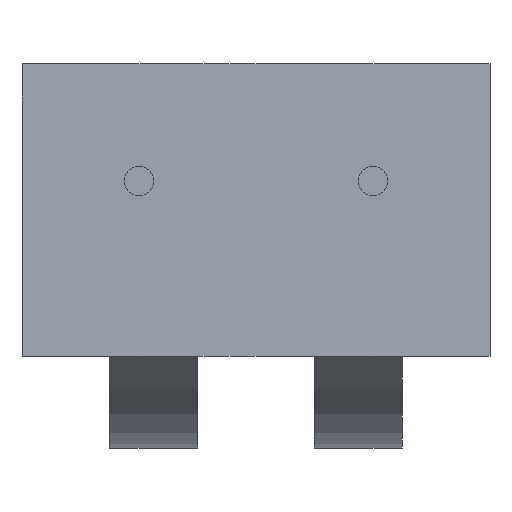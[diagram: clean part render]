
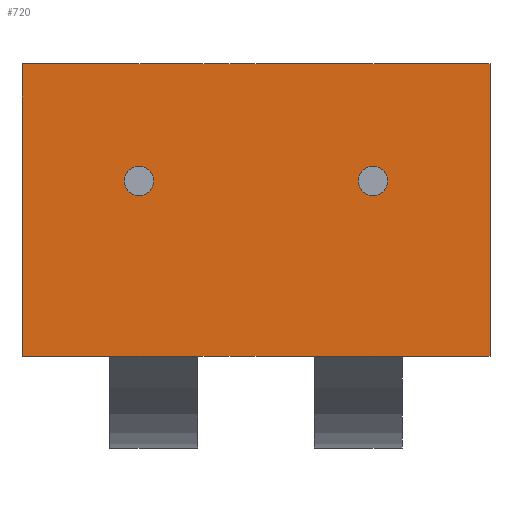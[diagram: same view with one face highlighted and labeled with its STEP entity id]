
A CAD part, front view. The second image highlights one B-rep face of the part: STEP entity #720.
In plain terms, the highlighted planar face has unit normal (0, -1, 0).
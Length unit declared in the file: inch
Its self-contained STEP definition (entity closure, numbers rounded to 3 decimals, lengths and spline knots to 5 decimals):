
#48=FACE_BOUND('',#180,.T.);
#49=FACE_BOUND('',#181,.T.);
#90=CIRCLE('',#807,0.0625);
#95=CIRCLE('',#815,0.0625);
#127=FACE_OUTER_BOUND('',#179,.T.);
#179=EDGE_LOOP('',(#630,#631,#632,#633));
#180=EDGE_LOOP('',(#634));
#181=EDGE_LOOP('',(#635));
#205=LINE('',#1117,#261);
#233=LINE('',#1229,#289);
#237=LINE('',#1237,#293);
#238=LINE('',#1238,#294);
#261=VECTOR('',#896,0.3937);
#289=VECTOR('',#1020,0.3937);
#293=VECTOR('',#1028,0.3937);
#294=VECTOR('',#1029,0.3937);
#328=VERTEX_POINT('',#1114);
#329=VERTEX_POINT('',#1116);
#354=VERTEX_POINT('',#1196);
#359=VERTEX_POINT('',#1211);
#364=VERTEX_POINT('',#1225);
#365=VERTEX_POINT('',#1227);
#403=EDGE_CURVE('',#329,#328,#205,.T.);
#445=EDGE_CURVE('',#354,#354,#90,.T.);
#452=EDGE_CURVE('',#359,#359,#95,.T.);
#459=EDGE_CURVE('',#364,#365,#233,.T.);
#463=EDGE_CURVE('',#329,#365,#237,.T.);
#464=EDGE_CURVE('',#328,#364,#238,.T.);
#630=ORIENTED_EDGE('',*,*,#463,.F.);
#631=ORIENTED_EDGE('',*,*,#403,.T.);
#632=ORIENTED_EDGE('',*,*,#464,.T.);
#633=ORIENTED_EDGE('',*,*,#459,.T.);
#634=ORIENTED_EDGE('',*,*,#445,.T.);
#635=ORIENTED_EDGE('',*,*,#452,.T.);
#684=PLANE('',#820);
#720=ADVANCED_FACE('',(#127,#48,#49),#684,.T.);
#807=AXIS2_PLACEMENT_3D('',#1198,#988,#989);
#815=AXIS2_PLACEMENT_3D('',#1213,#1006,#1007);
#820=AXIS2_PLACEMENT_3D('',#1236,#1026,#1027);
#896=DIRECTION('',(1.,0.,0.));
#988=DIRECTION('center_axis',(0.,1.,0.));
#989=DIRECTION('ref_axis',(1.,0.,0.));
#1006=DIRECTION('center_axis',(0.,1.,0.));
#1007=DIRECTION('ref_axis',(1.,0.,0.));
#1020=DIRECTION('',(-1.,0.,0.));
#1026=DIRECTION('center_axis',(0.,-1.,0.));
#1027=DIRECTION('ref_axis',(0.,0.,-1.));
#1028=DIRECTION('',(0.,0.,1.));
#1029=DIRECTION('',(0.,0.,1.));
#1114=CARTESIAN_POINT('',(2.,-2.125,-1.25));
#1116=CARTESIAN_POINT('',(0.,-2.125,-1.25));
#1117=CARTESIAN_POINT('',(2.,-2.125,-1.25));
#1196=CARTESIAN_POINT('',(0.4375,-2.125,-0.5));
#1198=CARTESIAN_POINT('Origin',(0.5,-2.125,-0.5));
#1211=CARTESIAN_POINT('',(1.4375,-2.125,-0.5));
#1213=CARTESIAN_POINT('Origin',(1.5,-2.125,-0.5));
#1225=CARTESIAN_POINT('',(2.,-2.125,0.));
#1227=CARTESIAN_POINT('',(0.,-2.125,0.));
#1229=CARTESIAN_POINT('',(2.,-2.125,0.));
#1236=CARTESIAN_POINT('Origin',(1.,-2.125,-1.125));
#1237=CARTESIAN_POINT('',(0.,-2.125,0.));
#1238=CARTESIAN_POINT('',(2.,-2.125,-1.));
